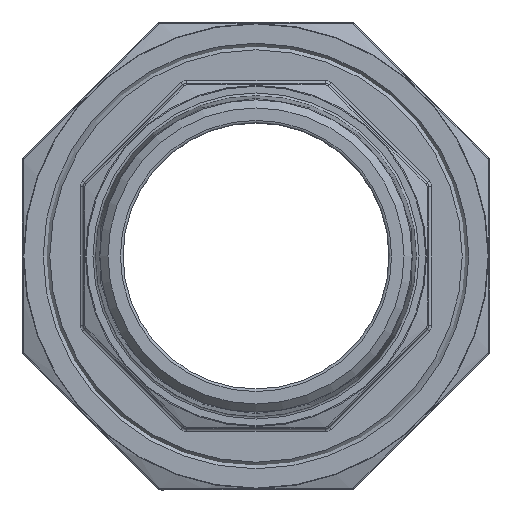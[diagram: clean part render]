
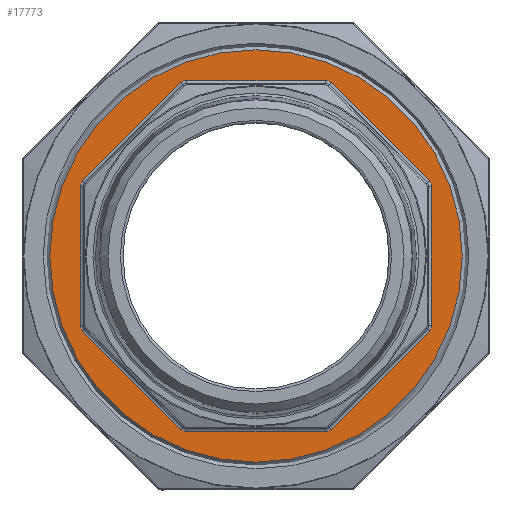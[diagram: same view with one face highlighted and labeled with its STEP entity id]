
A CAD part, left-side view. The second image highlights one B-rep face of the part: STEP entity #17773.
In plain terms, the highlighted planar face has unit normal (-1, 0, 0).
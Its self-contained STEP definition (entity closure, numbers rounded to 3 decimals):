
#235 = DIRECTION ( 'NONE',  ( 0., 0., 1. ) ) ;
#238 = DIRECTION ( 'NONE',  ( 0., 0., 1. ) ) ;
#252 = CARTESIAN_POINT ( 'NONE',  ( -15.5, -13.048, 31.5 ) ) ;
#447 = DIRECTION ( 'NONE',  ( 0., -0.707, 0.707 ) ) ;
#455 = EDGE_CURVE ( 'NONE', #15892, #17899, #10330, .T. ) ;
#536 = DIRECTION ( 'NONE',  ( 0., -1., 0. ) ) ;
#796 = CIRCLE ( 'NONE', #13272, 1.5 ) ;
#905 = VECTOR ( 'NONE', #3740, 1000. ) ;
#926 = EDGE_CURVE ( 'NONE', #21160, #14242, #3964, .T. ) ;
#2053 = CARTESIAN_POINT ( 'NONE',  ( -15.5, 13.048, 31.5 ) ) ;
#2119 = CARTESIAN_POINT ( 'NONE',  ( -15.5, 33., 13.048 ) ) ;
#2165 = CARTESIAN_POINT ( 'NONE',  ( -15.5, -33., -13.048 ) ) ;
#2183 = VERTEX_POINT ( 'NONE', #21655 ) ;
#2199 = CARTESIAN_POINT ( 'NONE',  ( -15.5, 13.048, 33. ) ) ;
#2289 = VERTEX_POINT ( 'NONE', #2199 ) ;
#2498 = DIRECTION ( 'NONE',  ( 1., 0., 0. ) ) ;
#2581 = CARTESIAN_POINT ( 'NONE',  ( -15.5, -32.561, -14.108 ) ) ;
#2598 = DIRECTION ( 'NONE',  ( 0., -0.707, -0.707 ) ) ;
#2776 = CARTESIAN_POINT ( 'NONE',  ( -15.5, 32.561, 14.108 ) ) ;
#2821 = DIRECTION ( 'NONE',  ( -1., 0., 0. ) ) ;
#3391 = CARTESIAN_POINT ( 'NONE',  ( -15.5, -13.048, -31.5 ) ) ;
#3494 = CARTESIAN_POINT ( 'NONE',  ( -15.5, 32.561, -14.108 ) ) ;
#3513 = CARTESIAN_POINT ( 'NONE',  ( -15.5, -33., -13.048 ) ) ;
#3522 = CIRCLE ( 'NONE', #8501, 1.5 ) ;
#3740 = DIRECTION ( 'NONE',  ( 0., 0., -1. ) ) ;
#3762 = CARTESIAN_POINT ( 'NONE',  ( -15.5, 32.561, -14.108 ) ) ;
#3776 = VECTOR ( 'NONE', #536, 1000. ) ;
#3822 = ORIENTED_EDGE ( 'NONE', *, *, #9231, .T. ) ;
#3853 = LINE ( 'NONE', #12524, #19958 ) ;
#3964 = CIRCLE ( 'NONE', #10372, 1.5 ) ;
#4163 = EDGE_CURVE ( 'NONE', #6903, #21581, #3522, .T. ) ;
#4196 = CARTESIAN_POINT ( 'NONE',  ( -15.5, 31.5, -13.048 ) ) ;
#4217 = ORIENTED_EDGE ( 'NONE', *, *, #14808, .T. ) ;
#4228 = CARTESIAN_POINT ( 'NONE',  ( -15.5, -13.048, 33. ) ) ;
#4489 = LINE ( 'NONE', #11282, #20445 ) ;
#4906 = CARTESIAN_POINT ( 'NONE',  ( -15.5, 0., 0. ) ) ;
#5169 = DIRECTION ( 'NONE',  ( 1., 0., 0. ) ) ;
#5174 = DIRECTION ( 'NONE',  ( 0., 0., 1. ) ) ;
#5432 = CARTESIAN_POINT ( 'NONE',  ( -15.5, 31.5, 13.048 ) ) ;
#5741 = VERTEX_POINT ( 'NONE', #12025 ) ;
#6260 = EDGE_LOOP ( 'NONE', ( #22024, #16433, #17839, #3822, #14347, #9667, #14379, #11314, #15032, #14723, #4217, #8631, #10607, #15360, #8389, #7502 ) ) ;
#6538 = VECTOR ( 'NONE', #11899, 1000. ) ;
#6903 = VERTEX_POINT ( 'NONE', #3762 ) ;
#6980 = DIRECTION ( 'NONE',  ( 0., 0., 1. ) ) ;
#7177 = LINE ( 'NONE', #20700, #7650 ) ;
#7502 = ORIENTED_EDGE ( 'NONE', *, *, #926, .T. ) ;
#7650 = VECTOR ( 'NONE', #447, 1000. ) ;
#7670 = CARTESIAN_POINT ( 'NONE',  ( -15.5, -32.561, 14.108 ) ) ;
#7804 = VERTEX_POINT ( 'NONE', #3513 ) ;
#7829 = EDGE_CURVE ( 'NONE', #10333, #7804, #8861, .T. ) ;
#8000 = EDGE_CURVE ( 'NONE', #5741, #19431, #9769, .T. ) ;
#8389 = ORIENTED_EDGE ( 'NONE', *, *, #16189, .T. ) ;
#8501 = AXIS2_PLACEMENT_3D ( 'NONE', #4196, #9560, #16201 ) ;
#8631 = ORIENTED_EDGE ( 'NONE', *, *, #8000, .T. ) ;
#8645 = DIRECTION ( 'NONE',  ( 1., 0., 0. ) ) ;
#8861 = LINE ( 'NONE', #2165, #905 ) ;
#8939 = CARTESIAN_POINT ( 'NONE',  ( -15.5, -14.108, -32.561 ) ) ;
#9090 = CARTESIAN_POINT ( 'NONE',  ( -15.5, 13.048, -31.5 ) ) ;
#9231 = EDGE_CURVE ( 'NONE', #21222, #12437, #14674, .T. ) ;
#9297 = DIRECTION ( 'NONE',  ( 0., 0.707, -0.707 ) ) ;
#9560 = DIRECTION ( 'NONE',  ( 1., 0., 0. ) ) ;
#9574 = CARTESIAN_POINT ( 'NONE',  ( -15.5, 0., -38.775 ) ) ;
#9667 = ORIENTED_EDGE ( 'NONE', *, *, #15005, .T. ) ;
#9769 = CIRCLE ( 'NONE', #21816, 1.5 ) ;
#9780 = CARTESIAN_POINT ( 'NONE',  ( -15.5, -31.5, 13.048 ) ) ;
#9828 = CARTESIAN_POINT ( 'NONE',  ( -15.5, 38.775, 0. ) ) ;
#10203 = EDGE_CURVE ( 'NONE', #14242, #2183, #7177, .T. ) ;
#10330 = CIRCLE ( 'NONE', #18819, 1.5 ) ;
#10333 = VERTEX_POINT ( 'NONE', #15604 ) ;
#10372 = AXIS2_PLACEMENT_3D ( 'NONE', #5432, #15660, #10696 ) ;
#10393 = EDGE_CURVE ( 'NONE', #12437, #15121, #12847, .T. ) ;
#10395 = VECTOR ( 'NONE', #15038, 1000. ) ;
#10531 = AXIS2_PLACEMENT_3D ( 'NONE', #11964, #5169, #6980 ) ;
#10607 = ORIENTED_EDGE ( 'NONE', *, *, #21934, .T. ) ;
#10696 = DIRECTION ( 'NONE',  ( 0., 0., 1. ) ) ;
#10832 = LINE ( 'NONE', #17562, #3776 ) ;
#10957 = EDGE_LOOP ( 'NONE', ( #17435 ) ) ;
#11282 = CARTESIAN_POINT ( 'NONE',  ( -15.5, -14.108, -32.561 ) ) ;
#11314 = ORIENTED_EDGE ( 'NONE', *, *, #17555, .T. ) ;
#11570 = CIRCLE ( 'NONE', #10531, 1.5 ) ;
#11607 = FACE_OUTER_BOUND ( 'NONE', #10957, .T. ) ;
#11867 = EDGE_CURVE ( 'NONE', #2183, #2289, #16812, .T. ) ;
#11898 = CARTESIAN_POINT ( 'NONE',  ( -15.5, 14.108, -32.561 ) ) ;
#11899 = DIRECTION ( 'NONE',  ( 0., 0., 1. ) ) ;
#11964 = CARTESIAN_POINT ( 'NONE',  ( -15.5, -31.5, -13.048 ) ) ;
#12025 = CARTESIAN_POINT ( 'NONE',  ( -15.5, 13.048, -33. ) ) ;
#12437 = VERTEX_POINT ( 'NONE', #19169 ) ;
#12524 = CARTESIAN_POINT ( 'NONE',  ( -15.5, 13.048, -33. ) ) ;
#12847 = LINE ( 'NONE', #17913, #13303 ) ;
#12924 = EDGE_CURVE ( 'NONE', #19631, #19631, #13037, .T. ) ;
#13037 = CIRCLE ( 'NONE', #18289, 38.775 ) ;
#13272 = AXIS2_PLACEMENT_3D ( 'NONE', #9780, #18282, #14552 ) ;
#13273 = DIRECTION ( 'NONE',  ( 0., 0., 1. ) ) ;
#13303 = VECTOR ( 'NONE', #2598, 1000. ) ;
#13583 = LINE ( 'NONE', #21784, #6538 ) ;
#14019 = AXIS2_PLACEMENT_3D ( 'NONE', #2053, #19046, #238 ) ;
#14224 = CARTESIAN_POINT ( 'NONE',  ( -15.5, 33., -13.048 ) ) ;
#14242 = VERTEX_POINT ( 'NONE', #2776 ) ;
#14347 = ORIENTED_EDGE ( 'NONE', *, *, #10393, .T. ) ;
#14379 = ORIENTED_EDGE ( 'NONE', *, *, #7829, .T. ) ;
#14514 = DIRECTION ( 'NONE',  ( 0., 0., 1. ) ) ;
#14552 = DIRECTION ( 'NONE',  ( 0., 0., 1. ) ) ;
#14674 = CIRCLE ( 'NONE', #19269, 1.5 ) ;
#14723 = ORIENTED_EDGE ( 'NONE', *, *, #455, .T. ) ;
#14808 = EDGE_CURVE ( 'NONE', #17899, #5741, #3853, .T. ) ;
#14910 = FACE_BOUND ( 'NONE', #6260, .T. ) ;
#15005 = EDGE_CURVE ( 'NONE', #15121, #10333, #796, .T. ) ;
#15032 = ORIENTED_EDGE ( 'NONE', *, *, #18346, .T. ) ;
#15038 = DIRECTION ( 'NONE',  ( 0., 0.707, 0.707 ) ) ;
#15121 = VERTEX_POINT ( 'NONE', #7670 ) ;
#15360 = ORIENTED_EDGE ( 'NONE', *, *, #4163, .T. ) ;
#15604 = CARTESIAN_POINT ( 'NONE',  ( -15.5, -33., 13.048 ) ) ;
#15660 = DIRECTION ( 'NONE',  ( 1., 0., 0. ) ) ;
#15892 = VERTEX_POINT ( 'NONE', #8939 ) ;
#16079 = VERTEX_POINT ( 'NONE', #2581 ) ;
#16182 = AXIS2_PLACEMENT_3D ( 'NONE', #9828, #2821, #13273 ) ;
#16189 = EDGE_CURVE ( 'NONE', #21581, #21160, #13583, .T. ) ;
#16201 = DIRECTION ( 'NONE',  ( 0., 0., 1. ) ) ;
#16433 = ORIENTED_EDGE ( 'NONE', *, *, #11867, .T. ) ;
#16812 = CIRCLE ( 'NONE', #14019, 1.5 ) ;
#17375 = DIRECTION ( 'NONE',  ( 0., 1., 0. ) ) ;
#17435 = ORIENTED_EDGE ( 'NONE', *, *, #12924, .F. ) ;
#17555 = EDGE_CURVE ( 'NONE', #7804, #16079, #11570, .T. ) ;
#17562 = CARTESIAN_POINT ( 'NONE',  ( -15.5, -13.048, 33. ) ) ;
#17773 = ADVANCED_FACE ( 'NONE', ( #14910, #11607 ), #19998, .T. ) ;
#17839 = ORIENTED_EDGE ( 'NONE', *, *, #17924, .T. ) ;
#17899 = VERTEX_POINT ( 'NONE', #18784 ) ;
#17913 = CARTESIAN_POINT ( 'NONE',  ( -15.5, -32.561, 14.108 ) ) ;
#17924 = EDGE_CURVE ( 'NONE', #2289, #21222, #10832, .T. ) ;
#18282 = DIRECTION ( 'NONE',  ( 1., 0., 0. ) ) ;
#18289 = AXIS2_PLACEMENT_3D ( 'NONE', #4906, #21909, #21804 ) ;
#18346 = EDGE_CURVE ( 'NONE', #16079, #15892, #4489, .T. ) ;
#18692 = LINE ( 'NONE', #3494, #10395 ) ;
#18784 = CARTESIAN_POINT ( 'NONE',  ( -15.5, -13.048, -33. ) ) ;
#18819 = AXIS2_PLACEMENT_3D ( 'NONE', #3391, #20491, #235 ) ;
#19046 = DIRECTION ( 'NONE',  ( 1., 0., 0. ) ) ;
#19169 = CARTESIAN_POINT ( 'NONE',  ( -15.5, -14.108, 32.561 ) ) ;
#19269 = AXIS2_PLACEMENT_3D ( 'NONE', #252, #8645, #5174 ) ;
#19431 = VERTEX_POINT ( 'NONE', #11898 ) ;
#19631 = VERTEX_POINT ( 'NONE', #9574 ) ;
#19958 = VECTOR ( 'NONE', #17375, 1000. ) ;
#19998 = PLANE ( 'NONE',  #16182 ) ;
#20445 = VECTOR ( 'NONE', #9297, 1000. ) ;
#20491 = DIRECTION ( 'NONE',  ( 1., 0., 0. ) ) ;
#20700 = CARTESIAN_POINT ( 'NONE',  ( -15.5, 14.108, 32.561 ) ) ;
#21160 = VERTEX_POINT ( 'NONE', #2119 ) ;
#21222 = VERTEX_POINT ( 'NONE', #4228 ) ;
#21581 = VERTEX_POINT ( 'NONE', #14224 ) ;
#21655 = CARTESIAN_POINT ( 'NONE',  ( -15.5, 14.108, 32.561 ) ) ;
#21784 = CARTESIAN_POINT ( 'NONE',  ( -15.5, 33., 13.048 ) ) ;
#21804 = DIRECTION ( 'NONE',  ( 0., 0., -1. ) ) ;
#21816 = AXIS2_PLACEMENT_3D ( 'NONE', #9090, #2498, #14514 ) ;
#21909 = DIRECTION ( 'NONE',  ( 1., 0., 0. ) ) ;
#21934 = EDGE_CURVE ( 'NONE', #19431, #6903, #18692, .T. ) ;
#22024 = ORIENTED_EDGE ( 'NONE', *, *, #10203, .T. ) ;
